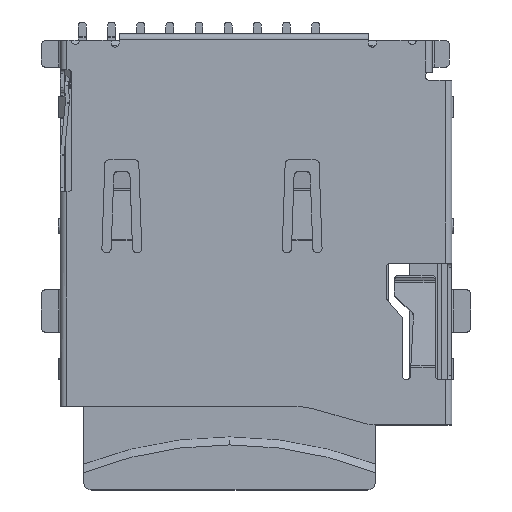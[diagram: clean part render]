
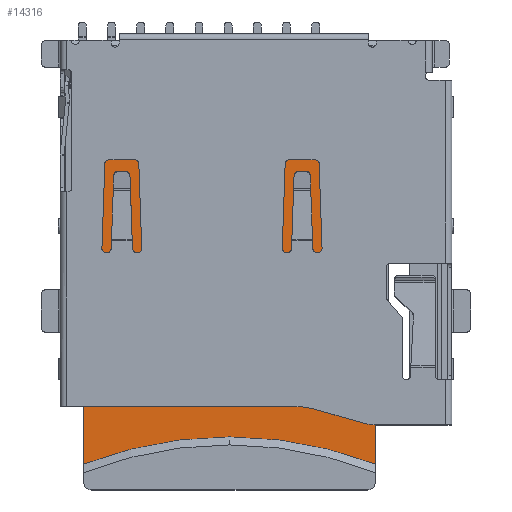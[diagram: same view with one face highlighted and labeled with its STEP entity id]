
A CAD part, top view. The second image highlights one B-rep face of the part: STEP entity #14316.
In plain terms, the highlighted planar face has unit normal (0, 0, 1).
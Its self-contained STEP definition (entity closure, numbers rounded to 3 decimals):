
#5006 = VERTEX_POINT('',#5007);
#5007 = CARTESIAN_POINT('',(-1.546,4.751,1.656
    ));
#5932 = EDGE_CURVE('',#5006,#5933,#5935,.T.);
#5933 = VERTEX_POINT('',#5934);
#5934 = CARTESIAN_POINT('',(-1.546,8.25,1.656));
#5935 = LINE('',#5936,#5937);
#5936 = CARTESIAN_POINT('',(-1.546,-5.48,
    1.656));
#5937 = VECTOR('',#5938,1.);
#5938 = DIRECTION('',(0.,1.,0.));
#10545 = EDGE_CURVE('',#10546,#5006,#10548,.T.);
#10546 = VERTEX_POINT('',#10547);
#10547 = CARTESIAN_POINT('',(-1.546,-3.099,
    1.656));
#10548 = LINE('',#10549,#10550);
#10549 = CARTESIAN_POINT('',(-1.546,-5.48,
    1.656));
#10550 = VECTOR('',#10551,1.);
#10551 = DIRECTION('',(0.,1.,0.));
#14287 = VERTEX_POINT('',#14288);
#14288 = CARTESIAN_POINT('',(-1.246,8.55,1.656));
#14305 = EDGE_CURVE('',#14287,#5933,#14306,.T.);
#14306 = CIRCLE('',#14307,0.3);
#14307 = AXIS2_PLACEMENT_3D('',#14308,#14309,#14310);
#14308 = CARTESIAN_POINT('',(-1.246,8.25,1.656));
#14309 = DIRECTION('',(0.,0.,1.));
#14310 = DIRECTION('',(0.,1.,0.));
#14316 = ADVANCED_FACE('',(#14317),#14464,.F.);
#14317 = FACE_BOUND('',#14318,.T.);
#14318 = EDGE_LOOP('',(#14319,#14327,#14336,#14345,#14353,#14362,#14370,
    #14379,#14387,#14395,#14404,#14412,#14421,#14429,#14438,#14446,
    #14455,#14461,#14462,#14463));
#14319 = ORIENTED_EDGE('',*,*,#14320,.F.);
#14320 = EDGE_CURVE('',#14321,#10546,#14323,.T.);
#14321 = VERTEX_POINT('',#14322);
#14322 = CARTESIAN_POINT('',(-1.546,-5.48,
    1.656));
#14323 = LINE('',#14324,#14325);
#14324 = CARTESIAN_POINT('',(-1.546,-5.48,
    1.656));
#14325 = VECTOR('',#14326,1.);
#14326 = DIRECTION('',(0.,1.,0.));
#14327 = ORIENTED_EDGE('',*,*,#14328,.T.);
#14328 = EDGE_CURVE('',#14321,#14329,#14331,.T.);
#14329 = VERTEX_POINT('',#14330);
#14330 = CARTESIAN_POINT('',(3.954,-4.45,1.656));
#14331 = CIRCLE('',#14332,15.2);
#14332 = AXIS2_PLACEMENT_3D('',#14333,#14334,#14335);
#14333 = CARTESIAN_POINT('',(3.954,-19.65,1.656));
#14334 = DIRECTION('',(0.,0.,-1.));
#14335 = DIRECTION('',(-0.362,0.932,0.
    ));
#14336 = ORIENTED_EDGE('',*,*,#14337,.T.);
#14337 = EDGE_CURVE('',#14329,#14338,#14340,.T.);
#14338 = VERTEX_POINT('',#14339);
#14339 = CARTESIAN_POINT('',(9.454,-5.48,
    1.656));
#14340 = CIRCLE('',#14341,15.2);
#14341 = AXIS2_PLACEMENT_3D('',#14342,#14343,#14344);
#14342 = CARTESIAN_POINT('',(3.954,-19.65,1.656));
#14343 = DIRECTION('',(0.,0.,-1.));
#14344 = DIRECTION('',(-0.362,0.932,0.
    ));
#14345 = ORIENTED_EDGE('',*,*,#14346,.F.);
#14346 = EDGE_CURVE('',#14347,#14338,#14349,.T.);
#14347 = VERTEX_POINT('',#14348);
#14348 = CARTESIAN_POINT('',(9.454,-1.274,1.656));
#14349 = LINE('',#14350,#14351);
#14350 = CARTESIAN_POINT('',(9.454,-1.274,1.656));
#14351 = VECTOR('',#14352,1.);
#14352 = DIRECTION('',(0.,-1.,0.));
#14353 = ORIENTED_EDGE('',*,*,#14354,.T.);
#14354 = EDGE_CURVE('',#14347,#14355,#14357,.T.);
#14355 = VERTEX_POINT('',#14356);
#14356 = CARTESIAN_POINT('',(9.366,-1.062,
    1.656));
#14357 = CIRCLE('',#14358,0.3);
#14358 = AXIS2_PLACEMENT_3D('',#14359,#14360,#14361);
#14359 = CARTESIAN_POINT('',(9.154,-1.274,1.656));
#14360 = DIRECTION('',(-0.,0.,1.));
#14361 = DIRECTION('',(1.,0.,0.));
#14362 = ORIENTED_EDGE('',*,*,#14363,.T.);
#14363 = EDGE_CURVE('',#14355,#14364,#14366,.T.);
#14364 = VERTEX_POINT('',#14365);
#14365 = CARTESIAN_POINT('',(8.842,-0.538,
    1.656));
#14366 = LINE('',#14367,#14368);
#14367 = CARTESIAN_POINT('',(9.366,-1.062,
    1.656));
#14368 = VECTOR('',#14369,1.);
#14369 = DIRECTION('',(-0.707,0.707,0.));
#14370 = ORIENTED_EDGE('',*,*,#14371,.T.);
#14371 = EDGE_CURVE('',#14364,#14372,#14374,.T.);
#14372 = VERTEX_POINT('',#14373);
#14373 = CARTESIAN_POINT('',(8.754,-0.326,1.656));
#14374 = CIRCLE('',#14375,0.3);
#14375 = AXIS2_PLACEMENT_3D('',#14376,#14377,#14378);
#14376 = CARTESIAN_POINT('',(9.054,-0.326,1.656));
#14377 = DIRECTION('',(0.,0.,-1.));
#14378 = DIRECTION('',(-0.707,-0.707,
    0.));
#14379 = ORIENTED_EDGE('',*,*,#14380,.T.);
#14380 = EDGE_CURVE('',#14372,#14381,#14383,.T.);
#14381 = VERTEX_POINT('',#14382);
#14382 = CARTESIAN_POINT('',(8.754,0.75,1.656));
#14383 = LINE('',#14384,#14385);
#14384 = CARTESIAN_POINT('',(8.754,-0.326,1.656));
#14385 = VECTOR('',#14386,1.);
#14386 = DIRECTION('',(0.,1.,0.));
#14387 = ORIENTED_EDGE('',*,*,#14388,.F.);
#14388 = EDGE_CURVE('',#14389,#14381,#14391,.T.);
#14389 = VERTEX_POINT('',#14390);
#14390 = CARTESIAN_POINT('',(9.154,0.75,1.656));
#14391 = LINE('',#14392,#14393);
#14392 = CARTESIAN_POINT('',(9.154,0.75,1.656));
#14393 = VECTOR('',#14394,1.);
#14394 = DIRECTION('',(-1.,0.,0.));
#14395 = ORIENTED_EDGE('',*,*,#14396,.T.);
#14396 = EDGE_CURVE('',#14389,#14397,#14399,.T.);
#14397 = VERTEX_POINT('',#14398);
#14398 = CARTESIAN_POINT('',(9.454,1.05,1.656));
#14399 = CIRCLE('',#14400,0.3);
#14400 = AXIS2_PLACEMENT_3D('',#14401,#14402,#14403);
#14401 = CARTESIAN_POINT('',(9.154,1.05,1.656));
#14402 = DIRECTION('',(-0.,0.,1.));
#14403 = DIRECTION('',(0.,-1.,0.));
#14404 = ORIENTED_EDGE('',*,*,#14405,.F.);
#14405 = EDGE_CURVE('',#14406,#14397,#14408,.T.);
#14406 = VERTEX_POINT('',#14407);
#14407 = CARTESIAN_POINT('',(9.454,2.026,1.656));
#14408 = LINE('',#14409,#14410);
#14409 = CARTESIAN_POINT('',(9.454,2.026,1.656));
#14410 = VECTOR('',#14411,1.);
#14411 = DIRECTION('',(0.,-1.,0.));
#14412 = ORIENTED_EDGE('',*,*,#14413,.T.);
#14413 = EDGE_CURVE('',#14406,#14414,#14416,.T.);
#14414 = VERTEX_POINT('',#14415);
#14415 = CARTESIAN_POINT('',(9.366,2.238,
    1.656));
#14416 = CIRCLE('',#14417,0.3);
#14417 = AXIS2_PLACEMENT_3D('',#14418,#14419,#14420);
#14418 = CARTESIAN_POINT('',(9.154,2.026,1.656));
#14419 = DIRECTION('',(-0.,0.,1.));
#14420 = DIRECTION('',(1.,0.,0.));
#14421 = ORIENTED_EDGE('',*,*,#14422,.T.);
#14422 = EDGE_CURVE('',#14414,#14423,#14425,.T.);
#14423 = VERTEX_POINT('',#14424);
#14424 = CARTESIAN_POINT('',(8.242,3.362,
    1.656));
#14425 = LINE('',#14426,#14427);
#14426 = CARTESIAN_POINT('',(9.366,2.238,
    1.656));
#14427 = VECTOR('',#14428,1.);
#14428 = DIRECTION('',(-0.707,0.707,0.));
#14429 = ORIENTED_EDGE('',*,*,#14430,.T.);
#14430 = EDGE_CURVE('',#14423,#14431,#14433,.T.);
#14431 = VERTEX_POINT('',#14432);
#14432 = CARTESIAN_POINT('',(8.154,3.574,1.656));
#14433 = CIRCLE('',#14434,0.3);
#14434 = AXIS2_PLACEMENT_3D('',#14435,#14436,#14437);
#14435 = CARTESIAN_POINT('',(8.454,3.574,1.656));
#14436 = DIRECTION('',(0.,0.,-1.));
#14437 = DIRECTION('',(-0.707,-0.707,0.
    ));
#14438 = ORIENTED_EDGE('',*,*,#14439,.F.);
#14439 = EDGE_CURVE('',#14440,#14431,#14442,.T.);
#14440 = VERTEX_POINT('',#14441);
#14441 = CARTESIAN_POINT('',(8.154,8.25,1.656));
#14442 = LINE('',#14443,#14444);
#14443 = CARTESIAN_POINT('',(8.154,8.25,1.656));
#14444 = VECTOR('',#14445,1.);
#14445 = DIRECTION('',(0.,-1.,0.));
#14446 = ORIENTED_EDGE('',*,*,#14447,.T.);
#14447 = EDGE_CURVE('',#14440,#14448,#14450,.T.);
#14448 = VERTEX_POINT('',#14449);
#14449 = CARTESIAN_POINT('',(7.854,8.55,1.656));
#14450 = CIRCLE('',#14451,0.3);
#14451 = AXIS2_PLACEMENT_3D('',#14452,#14453,#14454);
#14452 = CARTESIAN_POINT('',(7.854,8.25,1.656));
#14453 = DIRECTION('',(-0.,0.,1.));
#14454 = DIRECTION('',(1.,0.,0.));
#14455 = ORIENTED_EDGE('',*,*,#14456,.F.);
#14456 = EDGE_CURVE('',#14287,#14448,#14457,.T.);
#14457 = LINE('',#14458,#14459);
#14458 = CARTESIAN_POINT('',(-1.246,8.55,1.656));
#14459 = VECTOR('',#14460,1.);
#14460 = DIRECTION('',(1.,0.,0.));
#14461 = ORIENTED_EDGE('',*,*,#14305,.T.);
#14462 = ORIENTED_EDGE('',*,*,#5932,.F.);
#14463 = ORIENTED_EDGE('',*,*,#10545,.F.);
#14464 = PLANE('',#14465);
#14465 = AXIS2_PLACEMENT_3D('',#14466,#14467,#14468);
#14466 = CARTESIAN_POINT('',(3.954,1.05,1.656));
#14467 = DIRECTION('',(0.,0.,-1.));
#14468 = DIRECTION('',(-1.,0.,0.));
